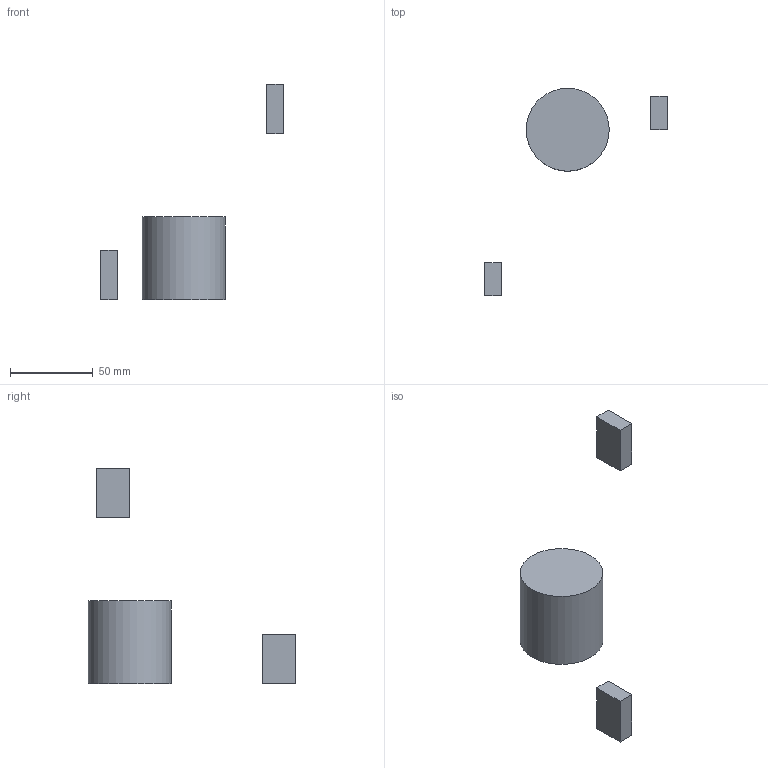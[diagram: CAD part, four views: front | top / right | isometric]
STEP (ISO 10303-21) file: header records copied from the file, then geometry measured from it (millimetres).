
FILE_DESCRIPTION(('Open CASCADE Model'),'2;1');
FILE_NAME('Open CASCADE Shape Model','2009-04-07T16:41:15',('Author'),( 'Open CASCADE'),'Open CASCADE STEP processor 6.3','Open CASCADE 6.3' ,'Unknown');
FILE_SCHEMA(('AUTOMOTIVE_DESIGN_CC2 { 1 2 10303 214 -1 1 5 4 }'));
Length unit declared in the file: millimetre
Products named in the file (3): Open CASCADE STEP translator 6.3 1; Open CASCADE STEP translator 6.3 1.1; Open CASCADE STEP translator 6.3 1.3
Assembly tree (3 placements, depth 2):
  Open CASCADE STEP translator 6.3 1
    Open CASCADE STEP translator 6.3 1.1  x2
    Open CASCADE STEP translator 6.3 1.3
Bounding box: 110 x 125 x 130 mm (x, y, z)
Volume: 110174.8 mm3; surface area: 16181 mm2
Topology: 3 solids, 3 shells, 15 faces, 27 edges, 18 vertices
Faces by surface type: plane 14, cylinder 1
Full cylindrical faces by diameter (mm): 50 x1
Entity records: 484 total; most frequent: DIRECTION 73, CARTESIAN_POINT 68, LINE 41, VECTOR 41, ORIENTED_EDGE 30, PCURVE 30, DEFINITIONAL_REPRESENTATION 30, AXIS2_PLACEMENT_3D 15
